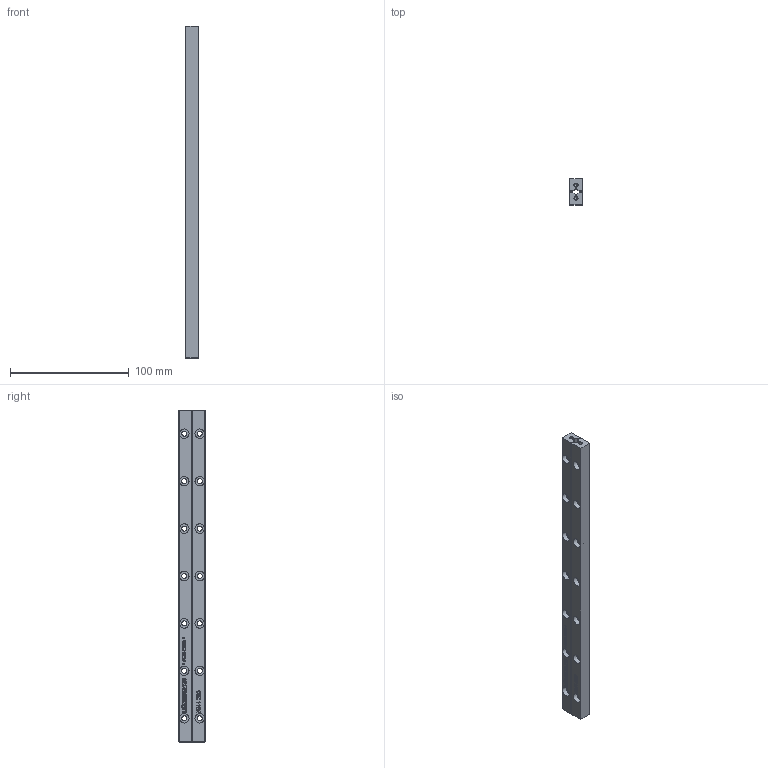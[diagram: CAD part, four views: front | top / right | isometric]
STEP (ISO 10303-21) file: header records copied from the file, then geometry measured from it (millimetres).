
FILE_DESCRIPTION(('FreeCAD Model'),'2;1');
FILE_NAME('RN4-280.step', '2020-08-07T17:44:12',('Author'),(''), 'Open CASCADE STEP processor 6.8','FreeCAD','Unknown');
FILE_SCHEMA(('AUTOMOTIVE_DESIGN_CC2 { 1 2 10303 214 -1 1 5 4 }'));
Length unit declared in the file: millimetre
Products named in the file (2): ASSEMBLY; Schienenpaar
Assembly tree (1 placements, depth 2):
  ASSEMBLY
    Schienenpaar
Bounding box: 11 x 22 x 280 mm (x, y, z)
Volume: 55145.2 mm3; surface area: 29335.4 mm2
Topology: 2 solids, 2 shells, 720 faces, 1933 edges, 1268 vertices
Faces by surface type: extrusion 418, plane 242, cylinder 36, cone 24
Full cylindrical faces by diameter (mm): 4.3 x14, 8 x14
Entity records: 48187 total; most frequent: CARTESIAN_POINT 12334, DIRECTION 5133, VECTOR 4277, LINE 3859, ORIENTED_EDGE 3858, PCURVE 3858, DEFINITIONAL_REPRESENTATION 3858, B_SPLINE_CURVE_WITH_KNOTS 2180
